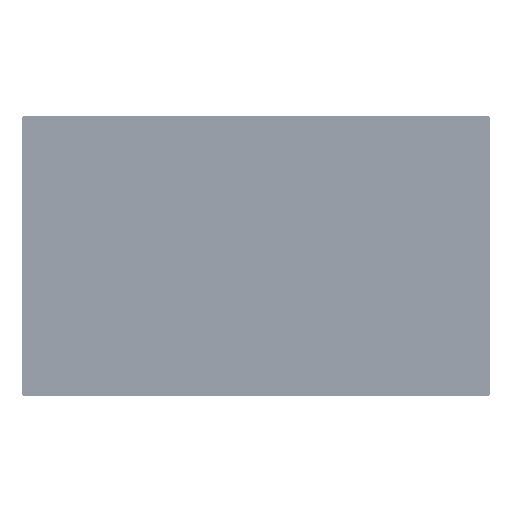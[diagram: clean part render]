
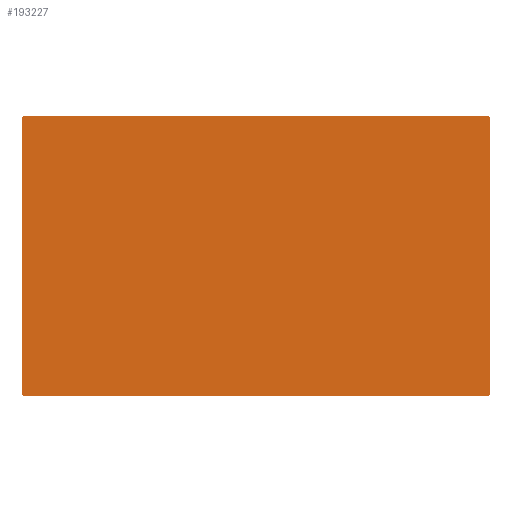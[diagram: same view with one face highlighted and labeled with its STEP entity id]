
A CAD part, top view. The second image highlights one B-rep face of the part: STEP entity #193227.
In plain terms, the highlighted planar face has unit normal (0, 0, 1).
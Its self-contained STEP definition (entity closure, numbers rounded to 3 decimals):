
#751 = VERTEX_POINT ( 'NONE', #107044 ) ;
#3932 = CARTESIAN_POINT ( 'NONE',  ( -1085.367, -580.031, -200.001 ) ) ;
#13063 = CARTESIAN_POINT ( 'NONE',  ( 392.633, -580.031, -200.001 ) ) ;
#17154 = CARTESIAN_POINT ( 'NONE',  ( 192.633, -591.031, -200.001 ) ) ;
#19049 = EDGE_LOOP ( 'NONE', ( #34939, #167247, #179934, #62683, #164945, #33006, #60317, #169886 ) ) ;
#19407 = LINE ( 'NONE', #96812, #125166 ) ;
#20822 = CIRCLE ( 'NONE', #30124, 11. ) ;
#21517 = VECTOR ( 'NONE', #159826, 1000. ) ;
#26038 = AXIS2_PLACEMENT_3D ( 'NONE', #13063, #90494, #60043 ) ;
#28243 = CARTESIAN_POINT ( 'NONE',  ( 192.633, 308.969, -200.001 ) ) ;
#29909 = CARTESIAN_POINT ( 'NONE',  ( 403.633, 297.969, -200.001 ) ) ;
#30124 = AXIS2_PLACEMENT_3D ( 'NONE', #89895, #182103, #88932 ) ;
#30555 = DIRECTION ( 'NONE',  ( 0., -1., 0. ) ) ;
#33006 = ORIENTED_EDGE ( 'NONE', *, *, #65789, .T. ) ;
#34939 = ORIENTED_EDGE ( 'NONE', *, *, #188104, .T. ) ;
#37918 = EDGE_CURVE ( 'NONE', #153789, #123531, #168810, .T. ) ;
#41800 = EDGE_CURVE ( 'NONE', #123531, #177387, #181004, .T. ) ;
#44848 = CARTESIAN_POINT ( 'NONE',  ( -1085.367, 308.969, -200.001 ) ) ;
#47024 = DIRECTION ( 'NONE',  ( 0., 0., 1. ) ) ;
#58991 = VERTEX_POINT ( 'NONE', #44848 ) ;
#59257 = DIRECTION ( 'NONE',  ( 1., 0., 0. ) ) ;
#60043 = DIRECTION ( 'NONE',  ( 0., 1., 0. ) ) ;
#60317 = ORIENTED_EDGE ( 'NONE', *, *, #151329, .T. ) ;
#62683 = ORIENTED_EDGE ( 'NONE', *, *, #37918, .T. ) ;
#63678 = DIRECTION ( 'NONE',  ( 0., 1., 0. ) ) ;
#64388 = AXIS2_PLACEMENT_3D ( 'NONE', #184263, #171478, #125350 ) ;
#65789 = EDGE_CURVE ( 'NONE', #177387, #134424, #138942, .T. ) ;
#74792 = LINE ( 'NONE', #134682, #122046 ) ;
#88932 = DIRECTION ( 'NONE',  ( 0., 1., 0. ) ) ;
#89895 = CARTESIAN_POINT ( 'NONE',  ( -1085.367, 297.969, -200.001 ) ) ;
#90494 = DIRECTION ( 'NONE',  ( 0., 0., 1. ) ) ;
#95906 = CARTESIAN_POINT ( 'NONE',  ( 392.633, -591.031, -200.001 ) ) ;
#96812 = CARTESIAN_POINT ( 'NONE',  ( 403.633, 597.969, -200.001 ) ) ;
#107044 = CARTESIAN_POINT ( 'NONE',  ( 392.633, 308.969, -200.001 ) ) ;
#116618 = CARTESIAN_POINT ( 'NONE',  ( -1085.367, -591.031, -200.001 ) ) ;
#116708 = AXIS2_PLACEMENT_3D ( 'NONE', #189304, #143149, #130402 ) ;
#122046 = VECTOR ( 'NONE', #30555, 1000. ) ;
#123385 = DIRECTION ( 'NONE',  ( 0., 1., 0. ) ) ;
#123531 = VERTEX_POINT ( 'NONE', #116618 ) ;
#124503 = AXIS2_PLACEMENT_3D ( 'NONE', #3932, #47024, #63678 ) ;
#125166 = VECTOR ( 'NONE', #123385, 1000. ) ;
#125350 = DIRECTION ( 'NONE',  ( 0., 1., 0. ) ) ;
#125793 = VECTOR ( 'NONE', #59257, 1000. ) ;
#126490 = FACE_OUTER_BOUND ( 'NONE', #19049, .T. ) ;
#130402 = DIRECTION ( 'NONE',  ( 0., -1., 0. ) ) ;
#134424 = VERTEX_POINT ( 'NONE', #188226 ) ;
#134682 = CARTESIAN_POINT ( 'NONE',  ( -1096.367, 597.969, -200.001 ) ) ;
#136319 = VERTEX_POINT ( 'NONE', #172849 ) ;
#136796 = VERTEX_POINT ( 'NONE', #29909 ) ;
#138942 = CIRCLE ( 'NONE', #26038, 11. ) ;
#143149 = DIRECTION ( 'NONE',  ( 0., 0., 1. ) ) ;
#144124 = PLANE ( 'NONE',  #116708 ) ;
#151329 = EDGE_CURVE ( 'NONE', #134424, #136796, #19407, .T. ) ;
#152200 = CIRCLE ( 'NONE', #64388, 11. ) ;
#152467 = CARTESIAN_POINT ( 'NONE',  ( -1096.367, -580.031, -200.001 ) ) ;
#152558 = EDGE_CURVE ( 'NONE', #58991, #136319, #20822, .T. ) ;
#153789 = VERTEX_POINT ( 'NONE', #152467 ) ;
#159826 = DIRECTION ( 'NONE',  ( -1., 0., 0. ) ) ;
#164945 = ORIENTED_EDGE ( 'NONE', *, *, #41800, .T. ) ;
#167247 = ORIENTED_EDGE ( 'NONE', *, *, #152558, .T. ) ;
#168810 = CIRCLE ( 'NONE', #124503, 11. ) ;
#169886 = ORIENTED_EDGE ( 'NONE', *, *, #176349, .T. ) ;
#171478 = DIRECTION ( 'NONE',  ( 0., 0., 1. ) ) ;
#172192 = EDGE_CURVE ( 'NONE', #136319, #153789, #74792, .T. ) ;
#172849 = CARTESIAN_POINT ( 'NONE',  ( -1096.367, 297.969, -200.001 ) ) ;
#175498 = LINE ( 'NONE', #28243, #21517 ) ;
#176349 = EDGE_CURVE ( 'NONE', #136796, #751, #152200, .T. ) ;
#177387 = VERTEX_POINT ( 'NONE', #95906 ) ;
#179934 = ORIENTED_EDGE ( 'NONE', *, *, #172192, .T. ) ;
#181004 = LINE ( 'NONE', #17154, #125793 ) ;
#182103 = DIRECTION ( 'NONE',  ( 0., 0., 1. ) ) ;
#184263 = CARTESIAN_POINT ( 'NONE',  ( 392.633, 297.969, -200.001 ) ) ;
#188104 = EDGE_CURVE ( 'NONE', #751, #58991, #175498, .T. ) ;
#188226 = CARTESIAN_POINT ( 'NONE',  ( 403.633, -580.031, -200.001 ) ) ;
#189304 = CARTESIAN_POINT ( 'NONE',  ( 192.633, 597.969, -200.001 ) ) ;
#193227 = ADVANCED_FACE ( 'NONE', ( #126490 ), #144124, .T. ) ;
